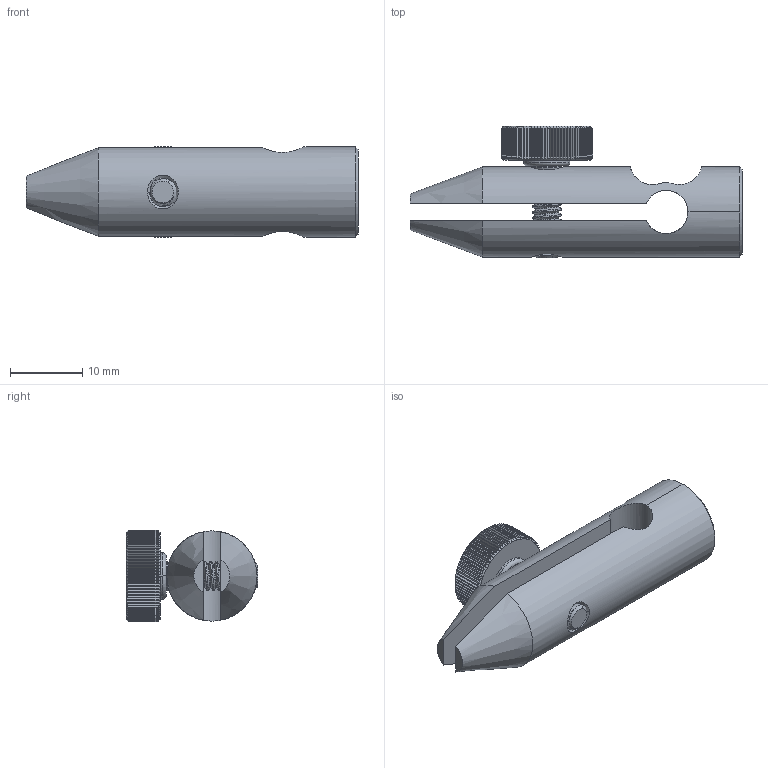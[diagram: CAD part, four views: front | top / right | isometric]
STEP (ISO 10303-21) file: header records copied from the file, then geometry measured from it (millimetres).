
FILE_DESCRIPTION((''),'2;1');
FILE_NAME('FFCA-0001_ASM','2023-09-14T18:10:40',('R&D'),(''),'CREO PARAMETRIC BY PTC INC, 2021063','CREO PARAMETRIC BY PTC INC, 2021063','');
FILE_SCHEMA(('CONFIG_CONTROL_DESIGN'));
Length unit declared in the file: millimetre
Products named in the file (4): FFCA-0002-1; FFCA-0002-2; FFCA-0002_ASM; FFCA-0001_ASM
Assembly tree (3 placements, depth 3):
  FFCA-0001_ASM
    FFCA-0002_ASM
      FFCA-0002-1
      FFCA-0002-2
Bounding box: 46.03 x 18.26 x 12.7 mm (x, y, z)
Volume: 4154.9 mm3; surface area: 3603.1 mm2
Topology: 2 solids, 2 shells, 414 faces, 1205 edges, 799 vertices
Faces by surface type: plane 196, cylinder 170, bspline 25, cone 19, sphere 2, torus 2
Entity records: 26970 total; most frequent: CARTESIAN_POINT 16885, ORIENTED_EDGE 2410, DIRECTION 1665, EDGE_CURVE 1205, VERTEX_POINT 799, AXIS2_PLACEMENT_3D 634, B_SPLINE_CURVE_WITH_KNOTS 572, EDGE_LOOP 424
